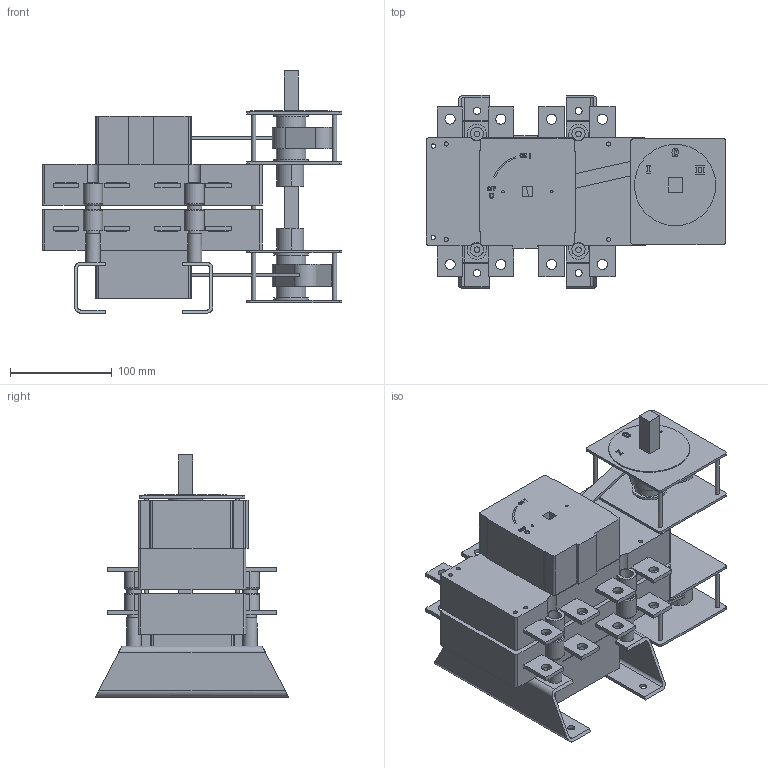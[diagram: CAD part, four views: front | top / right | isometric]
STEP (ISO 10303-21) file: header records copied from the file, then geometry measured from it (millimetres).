
FILE_DESCRIPTION((''),'2;1');
FILE_NAME('Conmut S5000F-250-315A 4P (2011-08).stp','2014-10-14T13:05:34',('david'),(''),'Autodesk Inventor 2010','Autodesk Inventor 2010','');
FILE_SCHEMA(('AUTOMOTIVE_DESIGN { 1 0 10303 214 1 1 1 1 }'));
Length unit declared in the file: millimetre
Products named in the file (1): Conmut S5000F-250-315A 4P (2011-08)
Bounding box: 294.95 x 190 x 238.4 mm (x, y, z)
Volume: 3258113.6 mm3; surface area: 429297.6 mm2
Topology: 1 solids, 9 shells, 890 faces, 2320 edges, 1538 vertices
Faces by surface type: plane 547, cylinder 239, bspline 96, torus 8
Full cylindrical faces by diameter (mm): 2.5 x4, 3 x8, 4 x26, 4.2 x8, 4.5 x16, 5.5 x8, 7 x4, 10 x16, 12.5 x4, 13 x8, 14 x6, 29 x4, 34 x4, 80 x1
Entity records: 28401 total; most frequent: CARTESIAN_POINT 6080, ORIENTED_EDGE 4354, DIRECTION 4111, EDGE_CURVE 2177, VERTEX_POINT 1512, VECTOR 1449, LINE 1449, AXIS2_PLACEMENT_3D 1331
